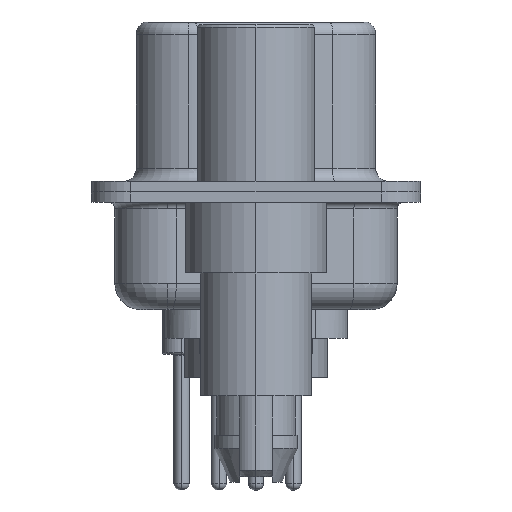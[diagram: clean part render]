
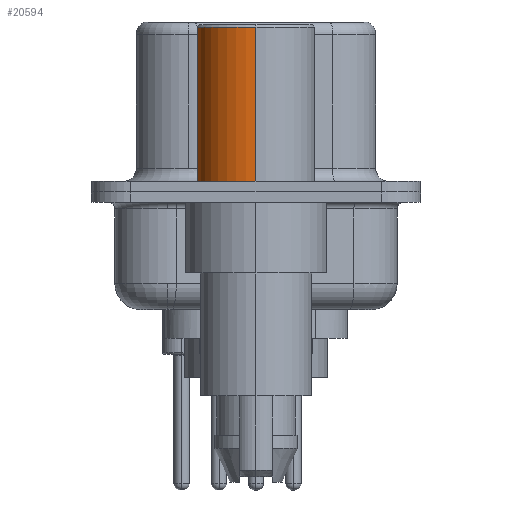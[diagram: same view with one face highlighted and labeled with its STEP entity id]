
A CAD part, left-side view. The second image highlights one B-rep face of the part: STEP entity #20594.
In plain terms, the highlighted cylindrical face has radius 2.25 mm (diameter 4.5 mm), a partial arc.
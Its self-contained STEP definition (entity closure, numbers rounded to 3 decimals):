
#29 = CARTESIAN_POINT ( 'NONE',  ( 2.25, 0., 0.581 ) ) ;
#39 = VECTOR ( 'NONE', #14930, 1000. ) ;
#615 = DIRECTION ( 'NONE',  ( 1., 0., 0. ) ) ;
#895 = EDGE_LOOP ( 'NONE', ( #20817, #15414, #12373, #5164 ) ) ;
#1166 = CARTESIAN_POINT ( 'NONE',  ( -2.25, 0., 0.581 ) ) ;
#1623 = DIRECTION ( 'NONE',  ( 1., 0., 0. ) ) ;
#4022 = CARTESIAN_POINT ( 'NONE',  ( 0., 0., 0.581 ) ) ;
#4048 = LINE ( 'NONE', #1166, #18263 ) ;
#5164 = ORIENTED_EDGE ( 'NONE', *, *, #13473, .F. ) ;
#5187 = CARTESIAN_POINT ( 'NONE',  ( 0., 0., 6.3 ) ) ;
#5798 = EDGE_CURVE ( 'NONE', #18276, #19287, #10670, .T. ) ;
#5893 = CARTESIAN_POINT ( 'NONE',  ( 0., 0., 0.4 ) ) ;
#6367 = VERTEX_POINT ( 'NONE', #12987 ) ;
#7504 = EDGE_CURVE ( 'NONE', #12795, #19287, #4048, .T. ) ;
#7725 = DIRECTION ( 'NONE',  ( 0., 0., 1. ) ) ;
#8253 = AXIS2_PLACEMENT_3D ( 'NONE', #5187, #8920, #1623 ) ;
#8613 = DIRECTION ( 'NONE',  ( 0., 0., 1. ) ) ;
#8920 = DIRECTION ( 'NONE',  ( 0., 0., 1. ) ) ;
#9709 = CARTESIAN_POINT ( 'NONE',  ( 2.25, 0., 6.3 ) ) ;
#9728 = CARTESIAN_POINT ( 'NONE',  ( -2.25, 0., 6.3 ) ) ;
#10670 = CIRCLE ( 'NONE', #8253, 2.25 ) ;
#12373 = ORIENTED_EDGE ( 'NONE', *, *, #5798, .F. ) ;
#12795 = VERTEX_POINT ( 'NONE', #21620 ) ;
#12987 = CARTESIAN_POINT ( 'NONE',  ( 2.25, 0., 0.4 ) ) ;
#13473 = EDGE_CURVE ( 'NONE', #6367, #18276, #22477, .T. ) ;
#13718 = CIRCLE ( 'NONE', #17601, 2.25 ) ;
#14930 = DIRECTION ( 'NONE',  ( 0., 0., 1. ) ) ;
#15240 = AXIS2_PLACEMENT_3D ( 'NONE', #4022, #7725, #20704 ) ;
#15414 = ORIENTED_EDGE ( 'NONE', *, *, #7504, .T. ) ;
#17601 = AXIS2_PLACEMENT_3D ( 'NONE', #5893, #18903, #615 ) ;
#18263 = VECTOR ( 'NONE', #8613, 1000. ) ;
#18276 = VERTEX_POINT ( 'NONE', #9709 ) ;
#18903 = DIRECTION ( 'NONE',  ( 0., 0., 1. ) ) ;
#19287 = VERTEX_POINT ( 'NONE', #9728 ) ;
#19315 = FACE_OUTER_BOUND ( 'NONE', #895, .T. ) ;
#20183 = CYLINDRICAL_SURFACE ( 'NONE', #15240, 2.25 ) ;
#20594 = ADVANCED_FACE ( 'NONE', ( #19315 ), #20183, .T. ) ;
#20704 = DIRECTION ( 'NONE',  ( 1., 0., 0. ) ) ;
#20817 = ORIENTED_EDGE ( 'NONE', *, *, #21724, .T. ) ;
#21620 = CARTESIAN_POINT ( 'NONE',  ( -2.25, 0., 0.4 ) ) ;
#21724 = EDGE_CURVE ( 'NONE', #6367, #12795, #13718, .T. ) ;
#22477 = LINE ( 'NONE', #29, #39 ) ;
